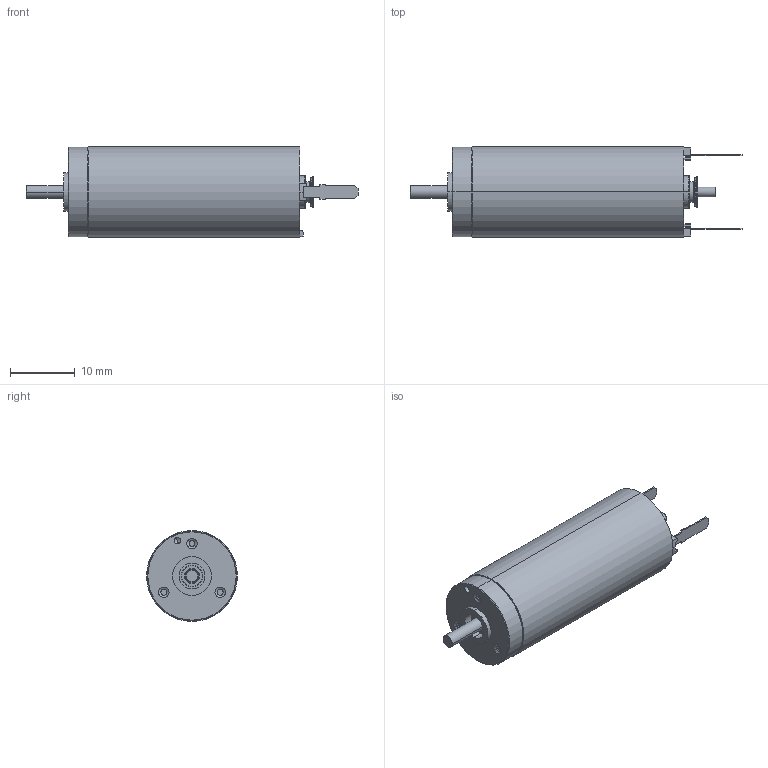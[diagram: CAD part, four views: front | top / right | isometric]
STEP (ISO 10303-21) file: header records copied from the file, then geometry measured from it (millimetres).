
FILE_DESCRIPTION(('STEP AP214'),'1');
FILE_NAME('cctmp_47B0DEA7-D55E-492D-BB67-578655ABBB45_2021_3_19_22_8_38_66..stp','2021-03-19T21:08:38',('maxon motor ag'),('CADClick - www.CADClick.com'),'Spatial InterOp 3D',' ','unknown authorization');
FILE_SCHEMA(('AUTOMOTIVE_DESIGN'));
Length unit declared in the file: millimetre
Products named in the file (6): 0
Assembly tree (5 placements, depth 2):
  (unnamed)
    0
    0
    0
    0
    0
Bounding box: 51.1 x 14 x 14 mm (x, y, z)
Volume: 2302.9 mm3; surface area: 4365 mm2
Topology: 12 solids, 13 shells, 966 faces, 2490 edges, 1607 vertices
Faces by surface type: plane 572, cylinder 258, cone 60, torus 50, bspline 24, sphere 2
Entity records: 37575 total; most frequent: CARTESIAN_POINT 5529, DIRECTION 5080, ORIENTED_EDGE 4976, EDGE_CURVE 2488, LINE 1732, VECTOR 1732, AXIS2_PLACEMENT_3D 1674, VERTEX_POINT 1607
